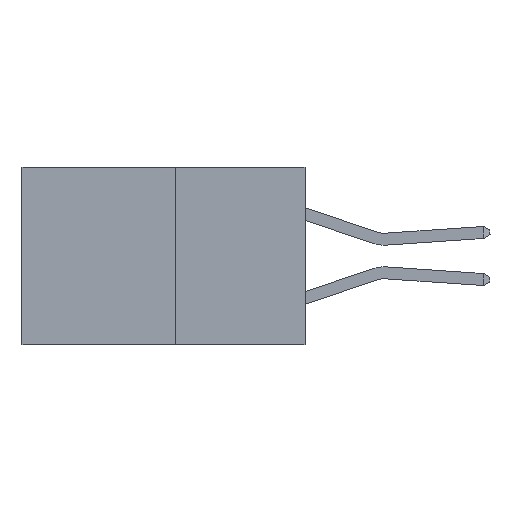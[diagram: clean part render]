
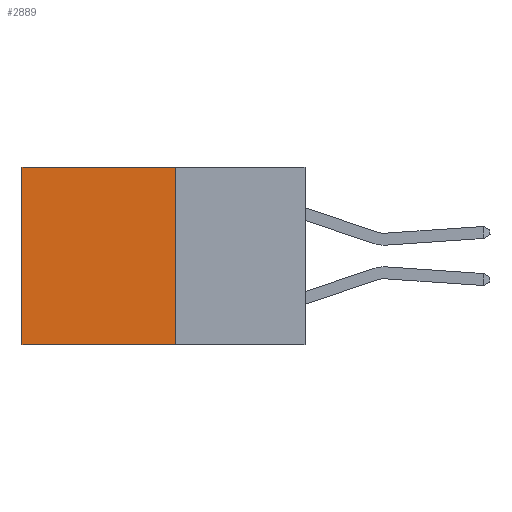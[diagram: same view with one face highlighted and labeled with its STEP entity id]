
A CAD part, left-side view. The second image highlights one B-rep face of the part: STEP entity #2889.
In plain terms, the highlighted planar face has unit normal (-1, 0, 0).
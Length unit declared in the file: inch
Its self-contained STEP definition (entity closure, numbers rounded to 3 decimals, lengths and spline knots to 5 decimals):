
#208 = VERTEX_POINT ( 'NONE', #11195 ) ;
#500 = EDGE_CURVE ( 'NONE', #5913, #3830, #11428, .T. ) ;
#1295 = VECTOR ( 'NONE', #9234, 39.37008 ) ;
#2413 = VECTOR ( 'NONE', #9651, 39.37008 ) ;
#2641 = LINE ( 'NONE', #5658, #5359 ) ;
#2889 = ADVANCED_FACE ( 'NONE', ( #4663 ), #8328, .F. ) ;
#3065 = DIRECTION ( 'NONE',  ( 0., 0., -1. ) ) ;
#3770 = EDGE_LOOP ( 'NONE', ( #10974, #11934, #13371, #8986 ) ) ;
#3830 = VERTEX_POINT ( 'NONE', #9459 ) ;
#4663 = FACE_OUTER_BOUND ( 'NONE', #3770, .T. ) ;
#5222 = VERTEX_POINT ( 'NONE', #6189 ) ;
#5359 = VECTOR ( 'NONE', #11579, 39.37008 ) ;
#5658 = CARTESIAN_POINT ( 'NONE',  ( 0.277, 0.27, 0. ) ) ;
#5913 = VERTEX_POINT ( 'NONE', #14894 ) ;
#6189 = CARTESIAN_POINT ( 'NONE',  ( 0.277, 0.59, 0. ) ) ;
#6848 = CARTESIAN_POINT ( 'NONE',  ( 0.277, 0.27, -0.37 ) ) ;
#7699 = LINE ( 'NONE', #10735, #13569 ) ;
#8178 = CARTESIAN_POINT ( 'NONE',  ( 0.277, 0.27, -0.37 ) ) ;
#8196 = DIRECTION ( 'NONE',  ( 1., 0., 0. ) ) ;
#8328 = PLANE ( 'NONE',  #10973 ) ;
#8803 = CARTESIAN_POINT ( 'NONE',  ( 0.277, 0.27, -0.37 ) ) ;
#8953 = EDGE_CURVE ( 'NONE', #208, #5913, #13752, .T. ) ;
#8986 = ORIENTED_EDGE ( 'NONE', *, *, #14705, .T. ) ;
#9188 = EDGE_CURVE ( 'NONE', #5222, #3830, #7699, .T. ) ;
#9234 = DIRECTION ( 'NONE',  ( 0., 0., -1. ) ) ;
#9459 = CARTESIAN_POINT ( 'NONE',  ( 0.277, 0.59, -0.37 ) ) ;
#9651 = DIRECTION ( 'NONE',  ( 0., 1., 0. ) ) ;
#10735 = CARTESIAN_POINT ( 'NONE',  ( 0.277, 0.59, -0.37 ) ) ;
#10973 = AXIS2_PLACEMENT_3D ( 'NONE', #8178, #8196, #3065 ) ;
#10974 = ORIENTED_EDGE ( 'NONE', *, *, #9188, .T. ) ;
#11195 = CARTESIAN_POINT ( 'NONE',  ( 0.277, 0.27, 0. ) ) ;
#11428 = LINE ( 'NONE', #8803, #2413 ) ;
#11579 = DIRECTION ( 'NONE',  ( 0., 1., 0. ) ) ;
#11920 = DIRECTION ( 'NONE',  ( 0., 0., -1. ) ) ;
#11934 = ORIENTED_EDGE ( 'NONE', *, *, #500, .F. ) ;
#13371 = ORIENTED_EDGE ( 'NONE', *, *, #8953, .F. ) ;
#13569 = VECTOR ( 'NONE', #11920, 39.37008 ) ;
#13752 = LINE ( 'NONE', #6848, #1295 ) ;
#14705 = EDGE_CURVE ( 'NONE', #208, #5222, #2641, .T. ) ;
#14894 = CARTESIAN_POINT ( 'NONE',  ( 0.277, 0.27, -0.37 ) ) ;
